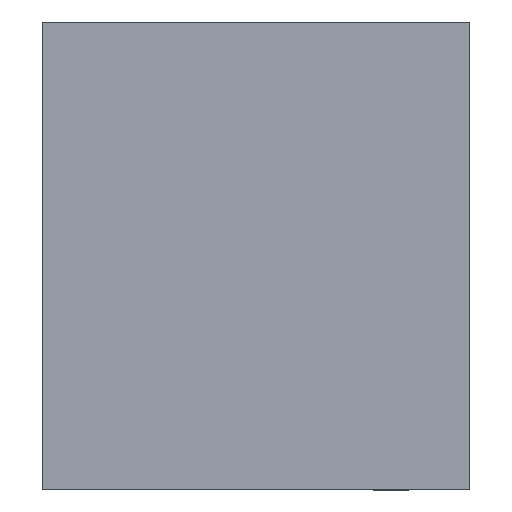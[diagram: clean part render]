
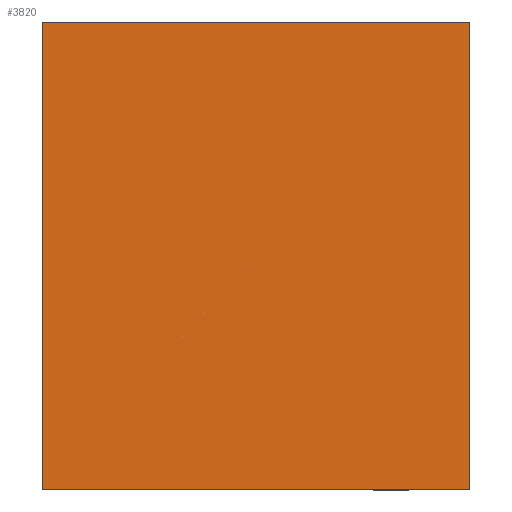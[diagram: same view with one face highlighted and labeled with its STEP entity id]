
A CAD part, front view. The second image highlights one B-rep face of the part: STEP entity #3820.
In plain terms, the highlighted planar face has unit normal (0, -1, 0).
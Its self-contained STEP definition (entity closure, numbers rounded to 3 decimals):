
#181 = CARTESIAN_POINT ( 'NONE',  ( 0., 0., 0. ) ) ;
#202 = PLANE ( 'NONE',  #711 ) ;
#613 = VECTOR ( 'NONE', #1664, 1000. ) ;
#654 = VERTEX_POINT ( 'NONE', #1202 ) ;
#699 = CARTESIAN_POINT ( 'NONE',  ( 1.05, 0., -1.15 ) ) ;
#711 = AXIS2_PLACEMENT_3D ( 'NONE', #181, #3220, #5570 ) ;
#990 = VECTOR ( 'NONE', #3732, 1000. ) ;
#1085 = LINE ( 'NONE', #3264, #3430 ) ;
#1202 = CARTESIAN_POINT ( 'NONE',  ( 1.05, 0., 1.15 ) ) ;
#1664 = DIRECTION ( 'NONE',  ( -1., 0., 0. ) ) ;
#1744 = DIRECTION ( 'NONE',  ( 0., 0., 1. ) ) ;
#1751 = EDGE_CURVE ( 'NONE', #654, #4223, #3754, .T. ) ;
#2045 = DIRECTION ( 'NONE',  ( 1., 0., 0. ) ) ;
#2087 = CARTESIAN_POINT ( 'NONE',  ( -1.05, 0., -1.15 ) ) ;
#2131 = ORIENTED_EDGE ( 'NONE', *, *, #3297, .F. ) ;
#2753 = FACE_OUTER_BOUND ( 'NONE', #2964, .T. ) ;
#2803 = CARTESIAN_POINT ( 'NONE',  ( -1.05, 0., -1.15 ) ) ;
#2851 = CARTESIAN_POINT ( 'NONE',  ( 1.05, 0., -1.15 ) ) ;
#2964 = EDGE_LOOP ( 'NONE', ( #3458, #3928, #4333, #2131 ) ) ;
#3083 = VERTEX_POINT ( 'NONE', #2803 ) ;
#3140 = CARTESIAN_POINT ( 'NONE',  ( -1.05, 0., 1.15 ) ) ;
#3220 = DIRECTION ( 'NONE',  ( 0., 1., 0. ) ) ;
#3264 = CARTESIAN_POINT ( 'NONE',  ( -1.05, 0., 1.15 ) ) ;
#3265 = EDGE_CURVE ( 'NONE', #3083, #5321, #5190, .T. ) ;
#3297 = EDGE_CURVE ( 'NONE', #4223, #3083, #3870, .T. ) ;
#3430 = VECTOR ( 'NONE', #2045, 1000. ) ;
#3458 = ORIENTED_EDGE ( 'NONE', *, *, #1751, .F. ) ;
#3732 = DIRECTION ( 'NONE',  ( 0., 0., -1. ) ) ;
#3754 = LINE ( 'NONE', #2851, #990 ) ;
#3820 = ADVANCED_FACE ( 'NONE', ( #2753 ), #202, .F. ) ;
#3870 = LINE ( 'NONE', #5673, #613 ) ;
#3928 = ORIENTED_EDGE ( 'NONE', *, *, #4824, .F. ) ;
#4223 = VERTEX_POINT ( 'NONE', #699 ) ;
#4333 = ORIENTED_EDGE ( 'NONE', *, *, #3265, .F. ) ;
#4824 = EDGE_CURVE ( 'NONE', #5321, #654, #1085, .T. ) ;
#5084 = VECTOR ( 'NONE', #1744, 1000. ) ;
#5190 = LINE ( 'NONE', #2087, #5084 ) ;
#5321 = VERTEX_POINT ( 'NONE', #3140 ) ;
#5570 = DIRECTION ( 'NONE',  ( 0., 0., 1. ) ) ;
#5673 = CARTESIAN_POINT ( 'NONE',  ( -1.05, 0., -1.15 ) ) ;
